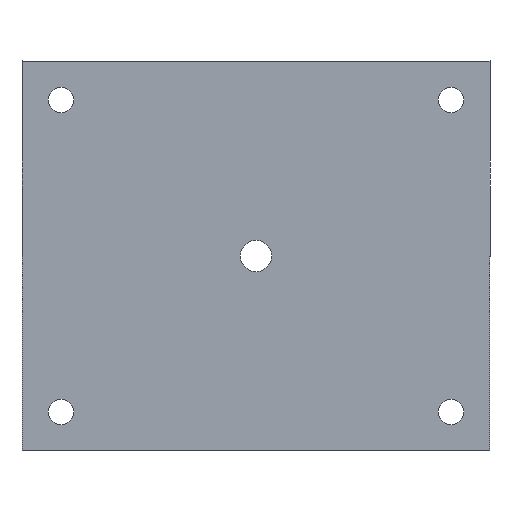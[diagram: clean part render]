
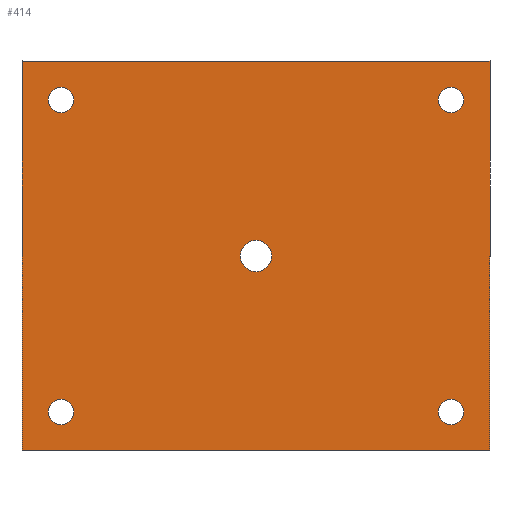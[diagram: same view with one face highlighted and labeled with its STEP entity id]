
A CAD part, front view. The second image highlights one B-rep face of the part: STEP entity #414.
In plain terms, the highlighted planar face has unit normal (0, -1, 0).
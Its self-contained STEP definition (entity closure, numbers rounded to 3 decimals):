
#3 = EDGE_CURVE ( 'NONE', #347, #243, #150, .T. ) ;
#5 = EDGE_CURVE ( 'NONE', #642, #22, #166, .T. ) ;
#16 = ORIENTED_EDGE ( 'NONE', *, *, #46, .F. ) ;
#17 = EDGE_CURVE ( 'NONE', #34, #29, #273, .T. ) ;
#19 = VERTEX_POINT ( 'NONE', #289 ) ;
#22 = VERTEX_POINT ( 'NONE', #295 ) ;
#27 = ORIENTED_EDGE ( 'NONE', *, *, #604, .F. ) ;
#28 = ORIENTED_EDGE ( 'NONE', *, *, #5, .F. ) ;
#29 = VERTEX_POINT ( 'NONE', #333 ) ;
#33 = EDGE_LOOP ( 'NONE', ( #49, #242 ) ) ;
#34 = VERTEX_POINT ( 'NONE', #377 ) ;
#41 = VERTEX_POINT ( 'NONE', #403 ) ;
#45 = EDGE_LOOP ( 'NONE', ( #432, #64 ) ) ;
#46 = EDGE_CURVE ( 'NONE', #22, #19, #453, .T. ) ;
#47 = EDGE_CURVE ( 'NONE', #41, #71, #457, .T. ) ;
#48 = EDGE_CURVE ( 'NONE', #62, #539, #462, .T. ) ;
#49 = ORIENTED_EDGE ( 'NONE', *, *, #17, .T. ) ;
#56 = VERTEX_POINT ( 'NONE', #547 ) ;
#61 = EDGE_CURVE ( 'NONE', #345, #56, #550, .T. ) ;
#62 = VERTEX_POINT ( 'NONE', #555 ) ;
#64 = ORIENTED_EDGE ( 'NONE', *, *, #644, .T. ) ;
#71 = VERTEX_POINT ( 'NONE', #232 ) ;
#74 = EDGE_CURVE ( 'NONE', #19, #640, #252, .T. ) ;
#75 = ORIENTED_EDGE ( 'NONE', *, *, #93, .T. ) ;
#82 = EDGE_LOOP ( 'NONE', ( #601, #75 ) ) ;
#91 = ORIENTED_EDGE ( 'NONE', *, *, #293, .T. ) ;
#93 = EDGE_CURVE ( 'NONE', #56, #345, #477, .T. ) ;
#115 = EDGE_CURVE ( 'NONE', #71, #41, #141, .T. ) ;
#141 = CIRCLE ( 'NONE', #142, 3.25 ) ;
#142 = AXIS2_PLACEMENT_3D ( 'NONE', #143, #144, #145 ) ;
#143 = CARTESIAN_POINT ( 'NONE',  ( -50., 0., 40. ) ) ;
#144 = DIRECTION ( 'NONE',  ( 0., 1., 0. ) ) ;
#145 = DIRECTION ( 'NONE',  ( 0., 0., 1. ) ) ;
#150 = CIRCLE ( 'NONE', #151, 3.25 ) ;
#151 = AXIS2_PLACEMENT_3D ( 'NONE', #152, #153, #154 ) ;
#152 = CARTESIAN_POINT ( 'NONE',  ( 50., 0., 40. ) ) ;
#153 = DIRECTION ( 'NONE',  ( 0., 1., 0. ) ) ;
#154 = DIRECTION ( 'NONE',  ( 0., 0., 1. ) ) ;
#166 = LINE ( 'NONE', #167, #171 ) ;
#167 = CARTESIAN_POINT ( 'NONE',  ( 60., 0., -50. ) ) ;
#171 = VECTOR ( 'NONE', #172, 1000. ) ;
#172 = DIRECTION ( 'NONE',  ( 0., 0., -1. ) ) ;
#186 = CARTESIAN_POINT ( 'NONE',  ( 50., 0., 36.75 ) ) ;
#232 = CARTESIAN_POINT ( 'NONE',  ( -50., 0., 36.75 ) ) ;
#233 = CIRCLE ( 'NONE', #234, 3.25 ) ;
#234 = AXIS2_PLACEMENT_3D ( 'NONE', #235, #236, #237 ) ;
#235 = CARTESIAN_POINT ( 'NONE',  ( 50., 0., -40. ) ) ;
#236 = DIRECTION ( 'NONE',  ( 0., 1., 0. ) ) ;
#237 = DIRECTION ( 'NONE',  ( 0., 0., 1. ) ) ;
#242 = ORIENTED_EDGE ( 'NONE', *, *, #634, .T. ) ;
#243 = VERTEX_POINT ( 'NONE', #186 ) ;
#252 = LINE ( 'NONE', #253, #254 ) ;
#253 = CARTESIAN_POINT ( 'NONE',  ( -60., 0., -50. ) ) ;
#254 = VECTOR ( 'NONE', #255, 1000. ) ;
#255 = DIRECTION ( 'NONE',  ( 0., 0., 1. ) ) ;
#268 = CARTESIAN_POINT ( 'NONE',  ( -50., 0., -36.75 ) ) ;
#273 = CIRCLE ( 'NONE', #274, 4. ) ;
#274 = AXIS2_PLACEMENT_3D ( 'NONE', #275, #276, #277 ) ;
#275 = CARTESIAN_POINT ( 'NONE',  ( 0., 0., 0. ) ) ;
#276 = DIRECTION ( 'NONE',  ( 0., 1., 0. ) ) ;
#277 = DIRECTION ( 'NONE',  ( 0., 0., 1. ) ) ;
#278 = CARTESIAN_POINT ( 'NONE',  ( 50., 0., 43.25 ) ) ;
#289 = CARTESIAN_POINT ( 'NONE',  ( -60., 0., -50. ) ) ;
#293 = EDGE_CURVE ( 'NONE', #539, #62, #233, .T. ) ;
#295 = CARTESIAN_POINT ( 'NONE',  ( 60., 0., -50. ) ) ;
#302 = FACE_BOUND ( 'NONE', #82, .T. ) ;
#303 = FACE_BOUND ( 'NONE', #615, .T. ) ;
#304 = FACE_BOUND ( 'NONE', #45, .T. ) ;
#305 = FACE_BOUND ( 'NONE', #310, .T. ) ;
#306 = FACE_OUTER_BOUND ( 'NONE', #606, .T. ) ;
#307 = FACE_BOUND ( 'NONE', #33, .T. ) ;
#310 = EDGE_LOOP ( 'NONE', ( #91, #620 ) ) ;
#324 = PLANE ( 'NONE',  #325 ) ;
#325 = AXIS2_PLACEMENT_3D ( 'NONE', #326, #329, #330 ) ;
#326 = CARTESIAN_POINT ( 'NONE',  ( -60., 0., 50. ) ) ;
#329 = DIRECTION ( 'NONE',  ( 0., 1., 0. ) ) ;
#330 = DIRECTION ( 'NONE',  ( 0., 0., 1. ) ) ;
#333 = CARTESIAN_POINT ( 'NONE',  ( 0., 0., -4. ) ) ;
#345 = VERTEX_POINT ( 'NONE', #268 ) ;
#347 = VERTEX_POINT ( 'NONE', #278 ) ;
#377 = CARTESIAN_POINT ( 'NONE',  ( 0., 0., 4. ) ) ;
#385 = CIRCLE ( 'NONE', #386, 4. ) ;
#386 = AXIS2_PLACEMENT_3D ( 'NONE', #387, #388, #389 ) ;
#387 = CARTESIAN_POINT ( 'NONE',  ( 0., 0., 0. ) ) ;
#388 = DIRECTION ( 'NONE',  ( 0., 1., 0. ) ) ;
#389 = DIRECTION ( 'NONE',  ( 0., 0., 1. ) ) ;
#403 = CARTESIAN_POINT ( 'NONE',  ( -50., 0., 43.25 ) ) ;
#414 = ADVANCED_FACE ( 'NONE', ( #302, #303, #304, #305, #306, #307 ), #324, .F. ) ;
#426 = CARTESIAN_POINT ( 'NONE',  ( -60., 0., 50. ) ) ;
#427 = CARTESIAN_POINT ( 'NONE',  ( 50., 0., -36.75 ) ) ;
#432 = ORIENTED_EDGE ( 'NONE', *, *, #3, .T. ) ;
#440 = CARTESIAN_POINT ( 'NONE',  ( 60., 0., 50. ) ) ;
#453 = LINE ( 'NONE', #454, #455 ) ;
#454 = CARTESIAN_POINT ( 'NONE',  ( -60., 0., -50. ) ) ;
#455 = VECTOR ( 'NONE', #456, 1000. ) ;
#456 = DIRECTION ( 'NONE',  ( -1., 0., 0. ) ) ;
#457 = CIRCLE ( 'NONE', #458, 3.25 ) ;
#458 = AXIS2_PLACEMENT_3D ( 'NONE', #459, #460, #461 ) ;
#459 = CARTESIAN_POINT ( 'NONE',  ( -50., 0., 40. ) ) ;
#460 = DIRECTION ( 'NONE',  ( 0., 1., 0. ) ) ;
#461 = DIRECTION ( 'NONE',  ( 0., 0., 1. ) ) ;
#462 = CIRCLE ( 'NONE', #463, 3.25 ) ;
#463 = AXIS2_PLACEMENT_3D ( 'NONE', #464, #465, #466 ) ;
#464 = CARTESIAN_POINT ( 'NONE',  ( 50., 0., -40. ) ) ;
#465 = DIRECTION ( 'NONE',  ( 0., 1., 0. ) ) ;
#466 = DIRECTION ( 'NONE',  ( 0., 0., 1. ) ) ;
#467 = CIRCLE ( 'NONE', #469, 3.25 ) ;
#469 = AXIS2_PLACEMENT_3D ( 'NONE', #470, #471, #472 ) ;
#470 = CARTESIAN_POINT ( 'NONE',  ( 50., 0., 40. ) ) ;
#471 = DIRECTION ( 'NONE',  ( 0., 1., 0. ) ) ;
#472 = DIRECTION ( 'NONE',  ( 0., 0., 1. ) ) ;
#477 = CIRCLE ( 'NONE', #478, 3.25 ) ;
#478 = AXIS2_PLACEMENT_3D ( 'NONE', #479, #480, #481 ) ;
#479 = CARTESIAN_POINT ( 'NONE',  ( -50., 0., -40. ) ) ;
#480 = DIRECTION ( 'NONE',  ( 0., 1., 0. ) ) ;
#481 = DIRECTION ( 'NONE',  ( 0., 0., 1. ) ) ;
#504 = ORIENTED_EDGE ( 'NONE', *, *, #115, .T. ) ;
#539 = VERTEX_POINT ( 'NONE', #427 ) ;
#543 = LINE ( 'NONE', #544, #545 ) ;
#544 = CARTESIAN_POINT ( 'NONE',  ( -60., 0., 50. ) ) ;
#545 = VECTOR ( 'NONE', #546, 1000. ) ;
#546 = DIRECTION ( 'NONE',  ( 1., 0., 0. ) ) ;
#547 = CARTESIAN_POINT ( 'NONE',  ( -50., 0., -43.25 ) ) ;
#550 = CIRCLE ( 'NONE', #551, 3.25 ) ;
#551 = AXIS2_PLACEMENT_3D ( 'NONE', #552, #553, #554 ) ;
#552 = CARTESIAN_POINT ( 'NONE',  ( -50., 0., -40. ) ) ;
#553 = DIRECTION ( 'NONE',  ( 0., 1., 0. ) ) ;
#554 = DIRECTION ( 'NONE',  ( 0., 0., 1. ) ) ;
#555 = CARTESIAN_POINT ( 'NONE',  ( 50., 0., -43.25 ) ) ;
#601 = ORIENTED_EDGE ( 'NONE', *, *, #61, .T. ) ;
#604 = EDGE_CURVE ( 'NONE', #640, #642, #543, .T. ) ;
#606 = EDGE_LOOP ( 'NONE', ( #632, #16, #28, #27 ) ) ;
#615 = EDGE_LOOP ( 'NONE', ( #633, #504 ) ) ;
#620 = ORIENTED_EDGE ( 'NONE', *, *, #48, .T. ) ;
#632 = ORIENTED_EDGE ( 'NONE', *, *, #74, .F. ) ;
#633 = ORIENTED_EDGE ( 'NONE', *, *, #47, .T. ) ;
#634 = EDGE_CURVE ( 'NONE', #29, #34, #385, .T. ) ;
#640 = VERTEX_POINT ( 'NONE', #426 ) ;
#642 = VERTEX_POINT ( 'NONE', #440 ) ;
#644 = EDGE_CURVE ( 'NONE', #243, #347, #467, .T. ) ;
